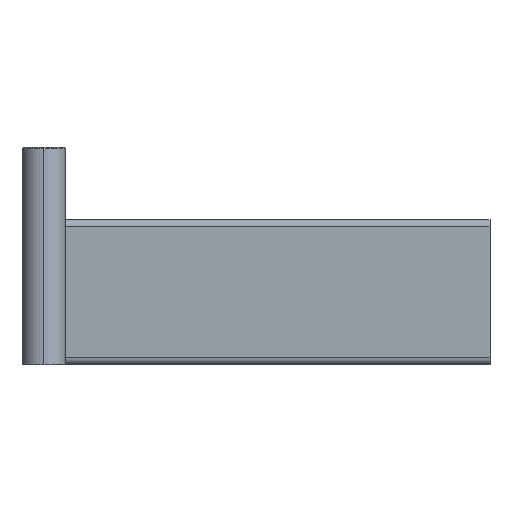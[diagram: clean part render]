
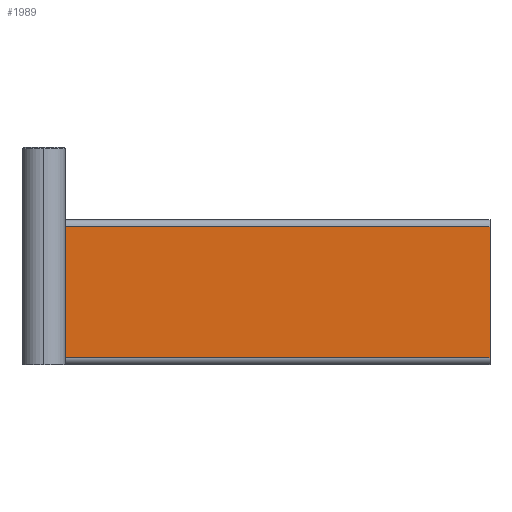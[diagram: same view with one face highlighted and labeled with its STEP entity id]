
A CAD part, left-side view. The second image highlights one B-rep face of the part: STEP entity #1989.
In plain terms, the highlighted planar face has unit normal (-1, 0, 0).
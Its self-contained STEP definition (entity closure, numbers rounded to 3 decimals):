
#33 = LINE ( 'NONE', #650, #1369 ) ;
#55 = EDGE_CURVE ( 'NONE', #3008, #817, #3247, .T. ) ;
#67 = VECTOR ( 'NONE', #1646, 1000. ) ;
#208 = DIRECTION ( 'NONE',  ( 0., 1., 0. ) ) ;
#262 = CARTESIAN_POINT ( 'NONE',  ( -9.007, 3.7, 1.25 ) ) ;
#276 = DIRECTION ( 'NONE',  ( 0., 0., -1. ) ) ;
#362 = DIRECTION ( 'NONE',  ( 0., 0., -1. ) ) ;
#438 = VECTOR ( 'NONE', #208, 1000. ) ;
#463 = CARTESIAN_POINT ( 'NONE',  ( -9.007, 63.7, -16.75 ) ) ;
#650 = CARTESIAN_POINT ( 'NONE',  ( -9.007, 63.7, -7.75 ) ) ;
#760 = CARTESIAN_POINT ( 'NONE',  ( -9.007, 63.7, 1.25 ) ) ;
#817 = VERTEX_POINT ( 'NONE', #2542 ) ;
#1078 = CARTESIAN_POINT ( 'NONE',  ( -9.007, 63.7, 1.25 ) ) ;
#1178 = EDGE_CURVE ( 'NONE', #1806, #817, #33, .T. ) ;
#1369 = VECTOR ( 'NONE', #362, 1000. ) ;
#1494 = EDGE_CURVE ( 'NONE', #1510, #3008, #2508, .T. ) ;
#1510 = VERTEX_POINT ( 'NONE', #262 ) ;
#1613 = PLANE ( 'NONE',  #2361 ) ;
#1646 = DIRECTION ( 'NONE',  ( 0., -1., 0. ) ) ;
#1686 = LINE ( 'NONE', #1078, #67 ) ;
#1769 = ORIENTED_EDGE ( 'NONE', *, *, #1178, .T. ) ;
#1799 = ORIENTED_EDGE ( 'NONE', *, *, #1494, .F. ) ;
#1806 = VERTEX_POINT ( 'NONE', #760 ) ;
#1945 = FACE_OUTER_BOUND ( 'NONE', #3379, .T. ) ;
#1989 = ADVANCED_FACE ( 'NONE', ( #1945 ), #1613, .F. ) ;
#2173 = CARTESIAN_POINT ( 'NONE',  ( -9.007, 3.7, -7.75 ) ) ;
#2361 = AXIS2_PLACEMENT_3D ( 'NONE', #3053, #2784, #276 ) ;
#2508 = LINE ( 'NONE', #2173, #3393 ) ;
#2534 = ORIENTED_EDGE ( 'NONE', *, *, #3220, .F. ) ;
#2542 = CARTESIAN_POINT ( 'NONE',  ( -9.007, 63.7, -16.75 ) ) ;
#2784 = DIRECTION ( 'NONE',  ( 1., 0., 0. ) ) ;
#3008 = VERTEX_POINT ( 'NONE', #3400 ) ;
#3053 = CARTESIAN_POINT ( 'NONE',  ( -9.007, 63.7, -17.75 ) ) ;
#3059 = ORIENTED_EDGE ( 'NONE', *, *, #55, .F. ) ;
#3220 = EDGE_CURVE ( 'NONE', #1806, #1510, #1686, .T. ) ;
#3247 = LINE ( 'NONE', #463, #438 ) ;
#3320 = DIRECTION ( 'NONE',  ( 0., 0., -1. ) ) ;
#3379 = EDGE_LOOP ( 'NONE', ( #3059, #1799, #2534, #1769 ) ) ;
#3393 = VECTOR ( 'NONE', #3320, 1000. ) ;
#3400 = CARTESIAN_POINT ( 'NONE',  ( -9.007, 3.7, -16.75 ) ) ;
